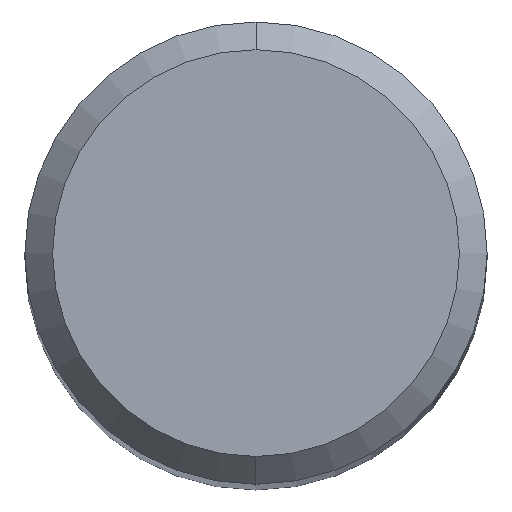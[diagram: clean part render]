
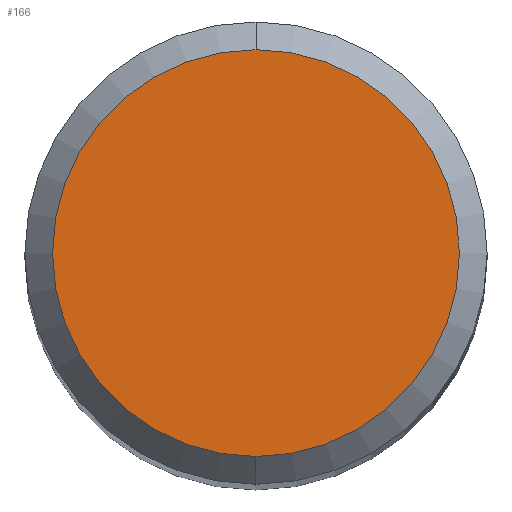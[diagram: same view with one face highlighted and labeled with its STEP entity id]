
A CAD part, top view. The second image highlights one B-rep face of the part: STEP entity #166.
In plain terms, the highlighted planar face has unit normal (0, 0, 1).
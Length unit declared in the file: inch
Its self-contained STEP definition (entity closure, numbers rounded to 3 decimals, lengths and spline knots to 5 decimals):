
#1 = CARTESIAN_POINT ( 'NONE',  ( 0., -0.11, 0. ) ) ;
#27 = DIRECTION ( 'NONE',  ( 0., -1., 0. ) ) ;
#44 = DIRECTION ( 'NONE',  ( 0., 0., 1. ) ) ;
#80 = PLANE ( 'NONE',  #279 ) ;
#166 = ADVANCED_FACE ( 'NONE', ( #198 ), #80, .F. ) ;
#185 = VERTEX_POINT ( 'NONE', #199 ) ;
#197 = EDGE_LOOP ( 'NONE', ( #388, #355 ) ) ;
#198 = FACE_OUTER_BOUND ( 'NONE', #197, .T. ) ;
#199 = CARTESIAN_POINT ( 'NONE',  ( 0., 0.11, 0. ) ) ;
#235 = AXIS2_PLACEMENT_3D ( 'NONE', #432, #319, #27 ) ;
#242 = EDGE_CURVE ( 'NONE', #185, #421, #320, .T. ) ;
#249 = CARTESIAN_POINT ( 'NONE',  ( 0., 0., 0. ) ) ;
#271 = CARTESIAN_POINT ( 'NONE',  ( 0., 0.11, 0. ) ) ;
#279 = AXIS2_PLACEMENT_3D ( 'NONE', #271, #390, #488 ) ;
#299 = DIRECTION ( 'NONE',  ( 0., -1., 0. ) ) ;
#319 = DIRECTION ( 'NONE',  ( 0., 0., 1. ) ) ;
#320 = CIRCLE ( 'NONE', #235, 0.11 ) ;
#336 = AXIS2_PLACEMENT_3D ( 'NONE', #249, #44, #299 ) ;
#355 = ORIENTED_EDGE ( 'NONE', *, *, #472, .T. ) ;
#388 = ORIENTED_EDGE ( 'NONE', *, *, #242, .T. ) ;
#390 = DIRECTION ( 'NONE',  ( 0., 0., -1. ) ) ;
#421 = VERTEX_POINT ( 'NONE', #1 ) ;
#432 = CARTESIAN_POINT ( 'NONE',  ( 0., 0., 0. ) ) ;
#439 = CIRCLE ( 'NONE', #336, 0.11 ) ;
#472 = EDGE_CURVE ( 'NONE', #421, #185, #439, .T. ) ;
#488 = DIRECTION ( 'NONE',  ( 0., 1., 0. ) ) ;
